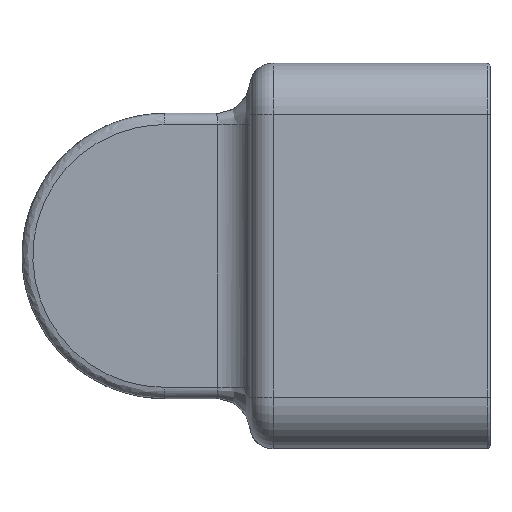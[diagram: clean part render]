
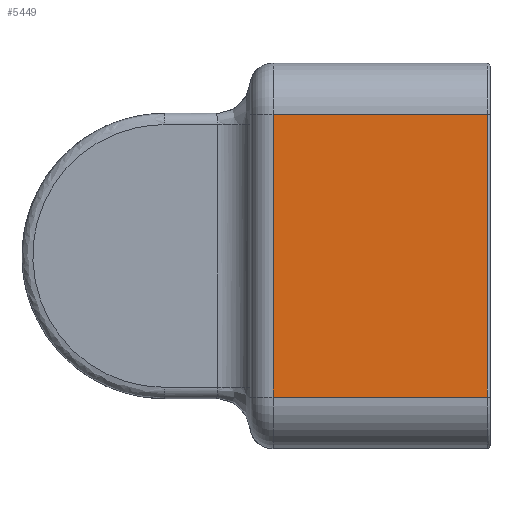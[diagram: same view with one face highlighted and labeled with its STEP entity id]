
A CAD part, top view. The second image highlights one B-rep face of the part: STEP entity #5449.
In plain terms, the highlighted planar face has unit normal (0, 0, 1).
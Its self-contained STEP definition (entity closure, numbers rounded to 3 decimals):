
#247 = DIRECTION ( 'NONE',  ( 0., -1., 0. ) ) ;
#308 = LINE ( 'NONE', #954, #6684 ) ;
#954 = CARTESIAN_POINT ( 'NONE',  ( 0., -12.375, 12.875 ) ) ;
#1188 = CARTESIAN_POINT ( 'NONE',  ( 0., 12.375, 12.875 ) ) ;
#1978 = FACE_OUTER_BOUND ( 'NONE', #3402, .T. ) ;
#1982 = ORIENTED_EDGE ( 'NONE', *, *, #3141, .T. ) ;
#2023 = EDGE_CURVE ( 'NONE', #6660, #3910, #6251, .T. ) ;
#2199 = VECTOR ( 'NONE', #247, 1000. ) ;
#2450 = VERTEX_POINT ( 'NONE', #5314 ) ;
#2474 = AXIS2_PLACEMENT_3D ( 'NONE', #1188, #2830, #6437 ) ;
#2478 = CARTESIAN_POINT ( 'NONE',  ( 18.75, 12.375, 12.875 ) ) ;
#2636 = CARTESIAN_POINT ( 'NONE',  ( 0., -12.375, 12.875 ) ) ;
#2830 = DIRECTION ( 'NONE',  ( 0., 0., 1. ) ) ;
#3130 = VERTEX_POINT ( 'NONE', #2636 ) ;
#3141 = EDGE_CURVE ( 'NONE', #6660, #2450, #5562, .T. ) ;
#3402 = EDGE_LOOP ( 'NONE', ( #1982, #5821, #4154, #6453 ) ) ;
#3910 = VERTEX_POINT ( 'NONE', #5074 ) ;
#3967 = DIRECTION ( 'NONE',  ( 0., 1., 0. ) ) ;
#4154 = ORIENTED_EDGE ( 'NONE', *, *, #5035, .F. ) ;
#5035 = EDGE_CURVE ( 'NONE', #3910, #3130, #8209, .T. ) ;
#5074 = CARTESIAN_POINT ( 'NONE',  ( 18.75, -12.375, 12.875 ) ) ;
#5135 = DIRECTION ( 'NONE',  ( -1., 0., 0. ) ) ;
#5314 = CARTESIAN_POINT ( 'NONE',  ( 0., 12.375, 12.875 ) ) ;
#5449 = ADVANCED_FACE ( 'NONE', ( #1978 ), #9617, .T. ) ;
#5562 = LINE ( 'NONE', #8739, #7438 ) ;
#5668 = DIRECTION ( 'NONE',  ( -1., 0., 0. ) ) ;
#5821 = ORIENTED_EDGE ( 'NONE', *, *, #9180, .F. ) ;
#5972 = VECTOR ( 'NONE', #5135, 1000. ) ;
#6251 = LINE ( 'NONE', #2478, #2199 ) ;
#6437 = DIRECTION ( 'NONE',  ( 1., 0., 0. ) ) ;
#6453 = ORIENTED_EDGE ( 'NONE', *, *, #2023, .F. ) ;
#6660 = VERTEX_POINT ( 'NONE', #9314 ) ;
#6684 = VECTOR ( 'NONE', #3967, 1000. ) ;
#7438 = VECTOR ( 'NONE', #5668, 1000. ) ;
#8209 = LINE ( 'NONE', #8947, #5972 ) ;
#8739 = CARTESIAN_POINT ( 'NONE',  ( 18.75, 12.375, 12.875 ) ) ;
#8947 = CARTESIAN_POINT ( 'NONE',  ( 18.75, -12.375, 12.875 ) ) ;
#9180 = EDGE_CURVE ( 'NONE', #3130, #2450, #308, .T. ) ;
#9314 = CARTESIAN_POINT ( 'NONE',  ( 18.75, 12.375, 12.875 ) ) ;
#9617 = PLANE ( 'NONE',  #2474 ) ;
